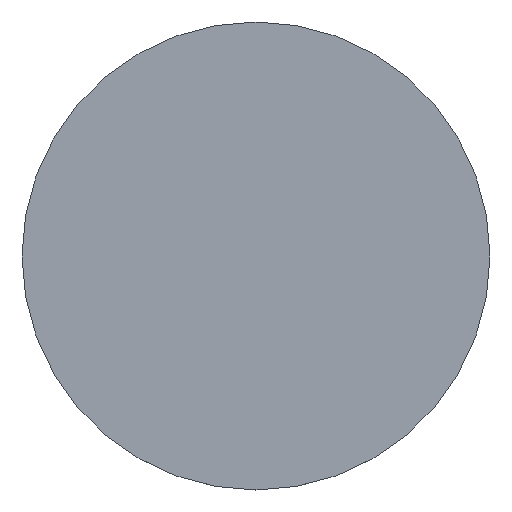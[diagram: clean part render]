
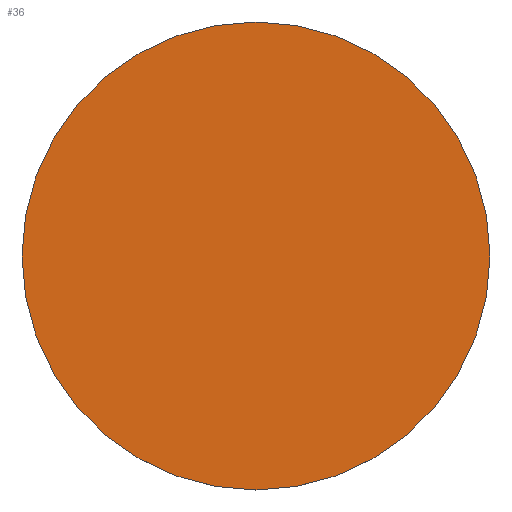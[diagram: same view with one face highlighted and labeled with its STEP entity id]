
A CAD part, top view. The second image highlights one B-rep face of the part: STEP entity #36.
In plain terms, the highlighted planar face has unit normal (0, 0, 1).
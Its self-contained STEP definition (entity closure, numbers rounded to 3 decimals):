
#8 = EDGE_LOOP ( 'NONE', ( #133, #102 ) ) ;
#33 = CARTESIAN_POINT ( 'NONE',  ( 37.5, 0., 0.55 ) ) ;
#35 = CARTESIAN_POINT ( 'NONE',  ( 0., 0., 0.55 ) ) ;
#36 = ADVANCED_FACE ( 'NONE', ( #46 ), #37, .T. ) ;
#37 = PLANE ( 'NONE',  #161 ) ;
#38 = CARTESIAN_POINT ( 'NONE',  ( 0., 0., 0.55 ) ) ;
#46 = FACE_OUTER_BOUND ( 'NONE', #8, .T. ) ;
#47 = CIRCLE ( 'NONE', #88, 37.5 ) ;
#48 = VERTEX_POINT ( 'NONE', #162 ) ;
#49 = EDGE_CURVE ( 'NONE', #159, #48, #111, .T. ) ;
#54 = DIRECTION ( 'NONE',  ( 0., 0., 1. ) ) ;
#75 = DIRECTION ( 'NONE',  ( 0., 0., 1. ) ) ;
#79 = CARTESIAN_POINT ( 'NONE',  ( 0., 0., 0.55 ) ) ;
#85 = AXIS2_PLACEMENT_3D ( 'NONE', #35, #54, #146 ) ;
#88 = AXIS2_PLACEMENT_3D ( 'NONE', #38, #124, #104 ) ;
#102 = ORIENTED_EDGE ( 'NONE', *, *, #49, .T. ) ;
#104 = DIRECTION ( 'NONE',  ( 1., 0., 0. ) ) ;
#111 = CIRCLE ( 'NONE', #85, 37.5 ) ;
#124 = DIRECTION ( 'NONE',  ( 0., 0., 1. ) ) ;
#133 = ORIENTED_EDGE ( 'NONE', *, *, #154, .T. ) ;
#144 = DIRECTION ( 'NONE',  ( 1., 0., 0. ) ) ;
#146 = DIRECTION ( 'NONE',  ( 1., 0., 0. ) ) ;
#154 = EDGE_CURVE ( 'NONE', #48, #159, #47, .T. ) ;
#159 = VERTEX_POINT ( 'NONE', #33 ) ;
#161 = AXIS2_PLACEMENT_3D ( 'NONE', #79, #75, #144 ) ;
#162 = CARTESIAN_POINT ( 'NONE',  ( -37.5, 0., 0.55 ) ) ;
